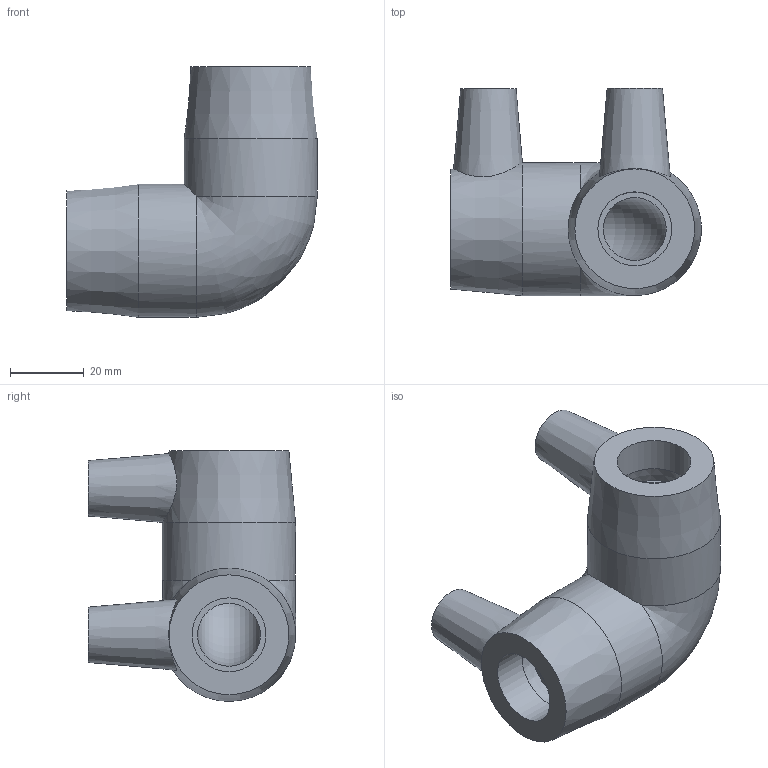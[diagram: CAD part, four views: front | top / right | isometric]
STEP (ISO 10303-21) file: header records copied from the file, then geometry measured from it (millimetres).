
FILE_DESCRIPTION(/* description */ ('PLASSON 90° ELBOW 20'),/* implementation_level */ '2;1');
FILE_NAME(/* name */ '490504020.ipt.stp',/* time_stamp */ '2017-11-06T09:11:35+02:00',/* author */ ('KIM'),/* organization */ (''),/* preprocessor_version */ 'ST-DEVELOPER v15.6',/* originating_system */ 'Autodesk Inventor 2015',/* authorisation */ '');
FILE_SCHEMA (('AUTOMOTIVE_DESIGN { 1 0 10303 214 3 1 1 }'));
Length unit declared in the file: millimetre
Products named in the file (1): 490504020
Bounding box: 67.79 x 56 x 67.8 mm (x, y, z)
Volume: 71546.3 mm3; surface area: 20640.1 mm2
Topology: 1 solids, 1 shells, 32 faces, 64 edges, 40 vertices
Faces by surface type: plane 12, cylinder 10, cone 8, bspline 1, torus 1
Full cylindrical faces by diameter (mm): 4 x2, 10 x2, 20 x4, 36 x2
Entity records: 792 total; most frequent: CARTESIAN_POINT 214, DIRECTION 126, ORIENTED_EDGE 74, AXIS2_PLACEMENT_3D 63, EDGE_LOOP 59, EDGE_CURVE 37, FACE_OUTER_BOUND 32, VERTEX_POINT 32
